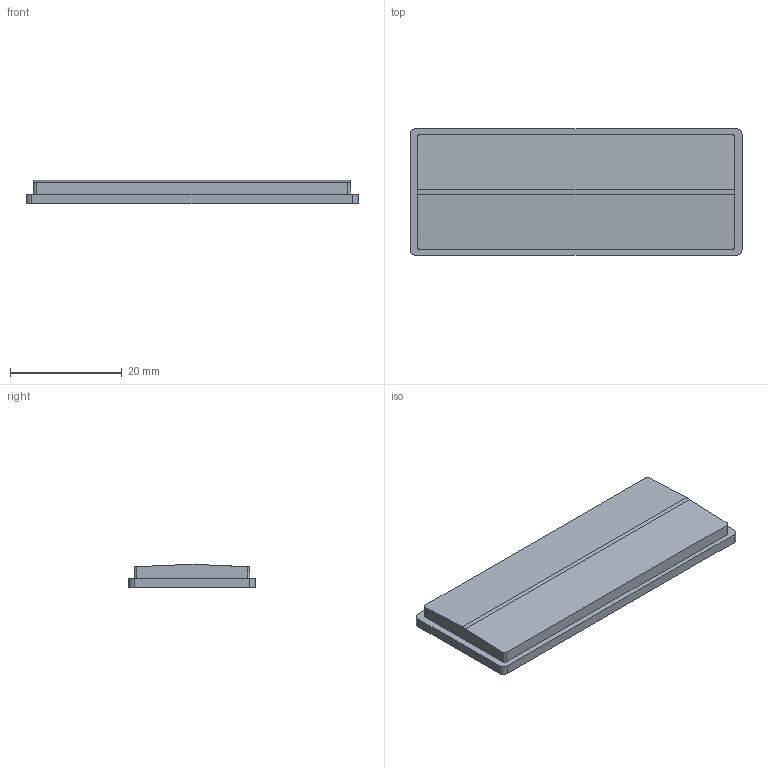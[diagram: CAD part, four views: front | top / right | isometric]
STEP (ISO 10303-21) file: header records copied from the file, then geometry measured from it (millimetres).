
FILE_DESCRIPTION((''),'2;1');
FILE_NAME('1593K-L Contoured Endplate.stp','2005-11-17T11:39:53',('rboehler'),(''),'Autodesk Inventor 10','Autodesk Inventor 10','');
FILE_SCHEMA(('AUTOMOTIVE_DESIGN { 1 0 10303 214 1 1 1 1 }'));
Length unit declared in the file: millimetre
Products named in the file (1): 1593K-L Contoured Endplate
Bounding box: 59.5 x 22.62 x 4.19 mm (x, y, z)
Volume: 2879.4 mm3; surface area: 3580.4 mm2
Topology: 1 solids, 1 shells, 31 faces, 81 edges, 54 vertices
Faces by surface type: plane 18, cylinder 9, cone 4
Entity records: 984 total; most frequent: DIRECTION 171, CARTESIAN_POINT 167, ORIENTED_EDGE 162, EDGE_CURVE 81, AXIS2_PLACEMENT_3D 58, VECTOR 55, LINE 55, VERTEX_POINT 54
